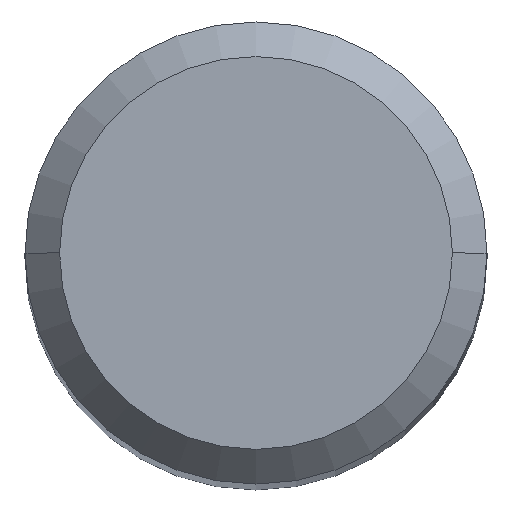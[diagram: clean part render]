
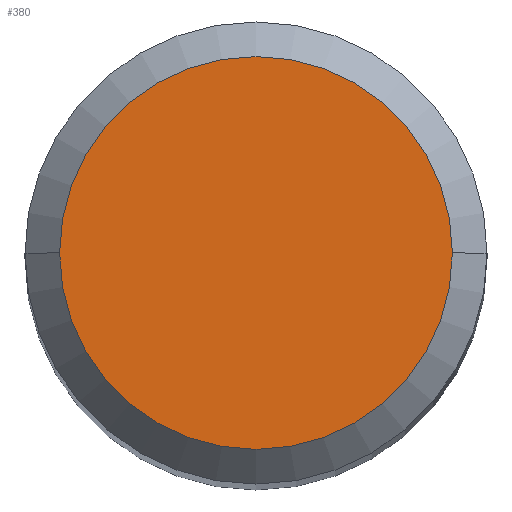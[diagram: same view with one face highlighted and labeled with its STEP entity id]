
A CAD part, top view. The second image highlights one B-rep face of the part: STEP entity #380.
In plain terms, the highlighted planar face has unit normal (0, 0, 1).
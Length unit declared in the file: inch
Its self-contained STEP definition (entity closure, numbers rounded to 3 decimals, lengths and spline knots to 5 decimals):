
#59 = CARTESIAN_POINT ( 'NONE',  ( 0.05312, 0., 0. ) ) ;
#86 = AXIS2_PLACEMENT_3D ( 'NONE', #349, #297, #576 ) ;
#104 = FACE_OUTER_BOUND ( 'NONE', #316, .T. ) ;
#117 = ORIENTED_EDGE ( 'NONE', *, *, #335, .T. ) ;
#164 = AXIS2_PLACEMENT_3D ( 'NONE', #247, #286, #462 ) ;
#242 = DIRECTION ( 'NONE',  ( 0., 0., 1. ) ) ;
#246 = VERTEX_POINT ( 'NONE', #445 ) ;
#247 = CARTESIAN_POINT ( 'NONE',  ( 0., 0., 0. ) ) ;
#286 = DIRECTION ( 'NONE',  ( 0., 0., -1. ) ) ;
#297 = DIRECTION ( 'NONE',  ( 0., 0., 1. ) ) ;
#316 = EDGE_LOOP ( 'NONE', ( #350, #117 ) ) ;
#329 = CIRCLE ( 'NONE', #540, 0.05312 ) ;
#332 = DIRECTION ( 'NONE',  ( 1., 0., 0. ) ) ;
#335 = EDGE_CURVE ( 'NONE', #394, #246, #329, .T. ) ;
#349 = CARTESIAN_POINT ( 'NONE',  ( 0., 0., 0. ) ) ;
#350 = ORIENTED_EDGE ( 'NONE', *, *, #431, .T. ) ;
#380 = ADVANCED_FACE ( 'NONE', ( #104 ), #419, .F. ) ;
#383 = CARTESIAN_POINT ( 'NONE',  ( 0., 0., 0. ) ) ;
#394 = VERTEX_POINT ( 'NONE', #59 ) ;
#419 = PLANE ( 'NONE',  #164 ) ;
#431 = EDGE_CURVE ( 'NONE', #246, #394, #583, .T. ) ;
#445 = CARTESIAN_POINT ( 'NONE',  ( -0.05312, 0., 0. ) ) ;
#462 = DIRECTION ( 'NONE',  ( -1., 0., 0. ) ) ;
#540 = AXIS2_PLACEMENT_3D ( 'NONE', #383, #242, #332 ) ;
#576 = DIRECTION ( 'NONE',  ( 1., 0., 0. ) ) ;
#583 = CIRCLE ( 'NONE', #86, 0.05312 ) ;
